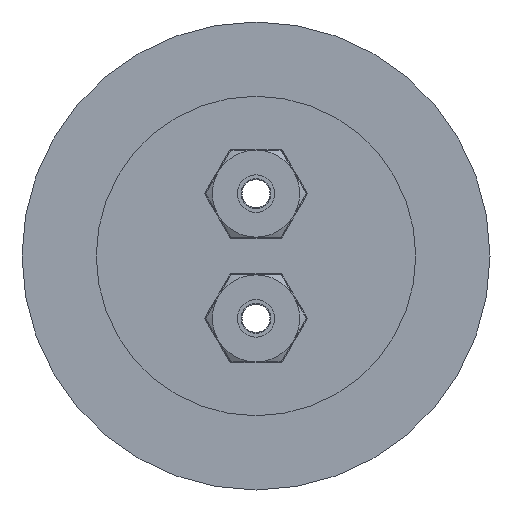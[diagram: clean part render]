
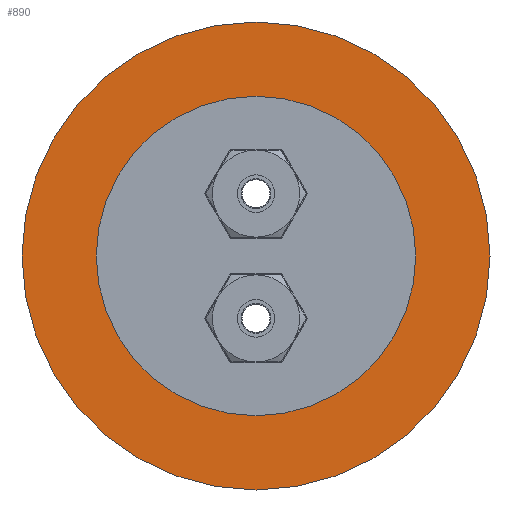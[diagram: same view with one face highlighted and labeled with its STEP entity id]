
A CAD part, front view. The second image highlights one B-rep face of the part: STEP entity #890.
In plain terms, the highlighted planar face has unit normal (0, -1, 0).
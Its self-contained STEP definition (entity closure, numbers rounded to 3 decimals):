
#134=FACE_BOUND('',#247,.T.);
#146=PLANE('',#1066);
#177=FACE_OUTER_BOUND('',#246,.T.);
#246=EDGE_LOOP('',(#652));
#247=EDGE_LOOP('',(#653));
#369=CIRCLE('',#1058,37.5);
#372=CIRCLE('',#1065,25.6);
#422=VERTEX_POINT('',#1479);
#425=VERTEX_POINT('',#1491);
#502=EDGE_CURVE('',#422,#422,#369,.T.);
#507=EDGE_CURVE('',#425,#425,#372,.T.);
#652=ORIENTED_EDGE('',*,*,#502,.F.);
#653=ORIENTED_EDGE('',*,*,#507,.T.);
#890=ADVANCED_FACE('',(#177,#134),#146,.T.);
#1058=AXIS2_PLACEMENT_3D('',#1481,#1209,#1210);
#1065=AXIS2_PLACEMENT_3D('',#1493,#1225,#1226);
#1066=AXIS2_PLACEMENT_3D('',#1494,#1227,#1228);
#1209=DIRECTION('center_axis',(0.,1.,0.));
#1210=DIRECTION('ref_axis',(1.,0.,0.));
#1225=DIRECTION('center_axis',(0.,1.,0.));
#1226=DIRECTION('ref_axis',(1.,0.,0.));
#1227=DIRECTION('center_axis',(0.,-1.,0.));
#1228=DIRECTION('ref_axis',(0.,0.,-1.));
#1479=CARTESIAN_POINT('',(37.5,0.,0.));
#1481=CARTESIAN_POINT('Origin',(0.,0.,0.));
#1491=CARTESIAN_POINT('',(25.6,0.,0.));
#1493=CARTESIAN_POINT('Origin',(0.,0.,0.));
#1494=CARTESIAN_POINT('Origin',(-37.5,0.,0.));
